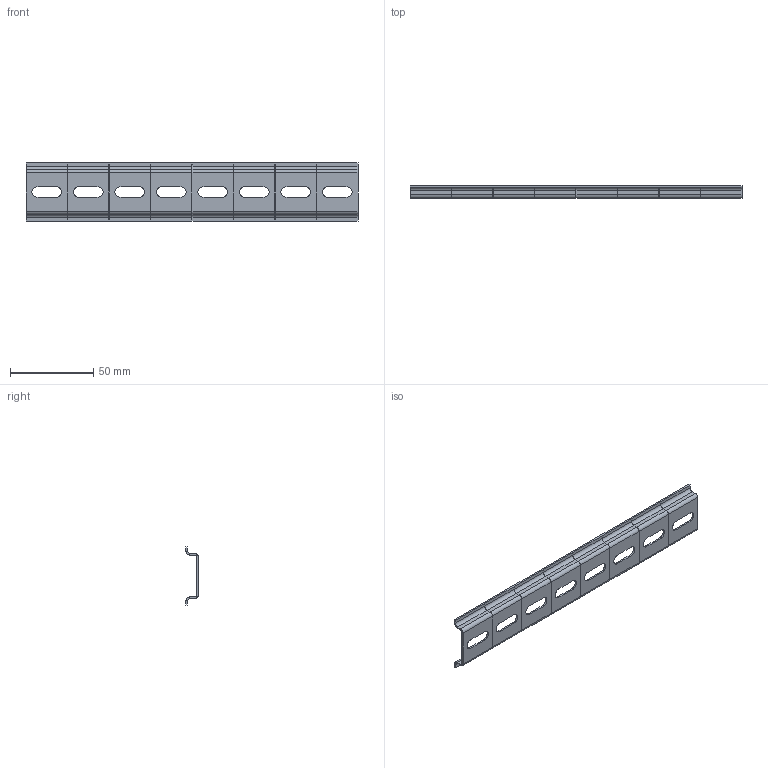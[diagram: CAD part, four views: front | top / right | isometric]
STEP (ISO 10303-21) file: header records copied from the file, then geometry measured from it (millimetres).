
FILE_DESCRIPTION (( 'STEP AP214' ), '1' );
FILE_NAME ('Din_Rail_8in.STEP', '2023-02-08T15:15:19', ( '' ), ( '' ), 'SwSTEP 2.0', 'SolidWorks 2022', '' );
FILE_SCHEMA (( 'AUTOMOTIVE_DESIGN' ));
Length unit declared in the file: inch
Products named in the file (2): Din_Rail_8in; din rail
Assembly tree (8 placements, depth 2):
  Din_Rail_8in
    din rail  x8
Bounding box: 200 x 7.5 x 35 mm (x, y, z)
Volume: 8080.3 mm3; surface area: 17618.8 mm2
Topology: 8 solids, 8 shells, 208 faces, 576 edges, 384 vertices
Faces by surface type: plane 128, cylinder 80
Entity records: 970 total; most frequent: DIRECTION 166, CARTESIAN_POINT 157, ORIENTED_EDGE 144, EDGE_CURVE 72, AXIS2_PLACEMENT_3D 57, LINE 52, VECTOR 52, VERTEX_POINT 48
